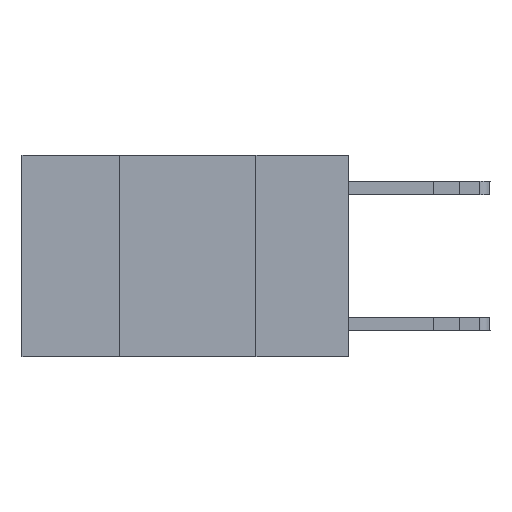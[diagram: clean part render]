
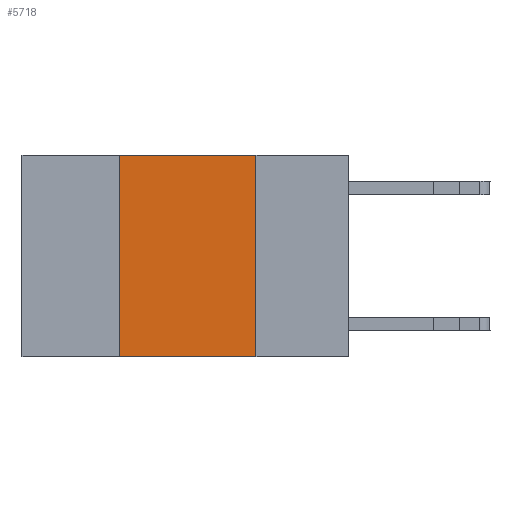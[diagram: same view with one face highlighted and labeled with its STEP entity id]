
A CAD part, left-side view. The second image highlights one B-rep face of the part: STEP entity #5718.
In plain terms, the highlighted planar face has unit normal (-1, 0, 0).
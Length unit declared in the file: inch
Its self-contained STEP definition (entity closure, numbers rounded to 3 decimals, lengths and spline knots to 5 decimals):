
#164 = CARTESIAN_POINT ( 'NONE',  ( 0., 0.17, 0. ) ) ;
#939 = DIRECTION ( 'NONE',  ( 0., 0., -1. ) ) ;
#1097 = PLANE ( 'NONE',  #5375 ) ;
#3894 = LINE ( 'NONE', #7502, #17264 ) ;
#4350 = FACE_OUTER_BOUND ( 'NONE', #18440, .T. ) ;
#4786 = VECTOR ( 'NONE', #7807, 39.37008 ) ;
#5305 = CARTESIAN_POINT ( 'NONE',  ( 0., 0.17, -0.37 ) ) ;
#5375 = AXIS2_PLACEMENT_3D ( 'NONE', #11924, #6332, #13438 ) ;
#5718 = ADVANCED_FACE ( 'NONE', ( #4350 ), #1097, .F. ) ;
#6332 = DIRECTION ( 'NONE',  ( 1., 0., 0. ) ) ;
#7394 = DIRECTION ( 'NONE',  ( 0., -1., 0. ) ) ;
#7502 = CARTESIAN_POINT ( 'NONE',  ( 0., 0.6, 0. ) ) ;
#7807 = DIRECTION ( 'NONE',  ( 0., 0., 1. ) ) ;
#8422 = EDGE_CURVE ( 'NONE', #13818, #12375, #12903, .T. ) ;
#8834 = CARTESIAN_POINT ( 'NONE',  ( 0., 0.42, 0. ) ) ;
#10802 = CARTESIAN_POINT ( 'NONE',  ( 0., 0.42, -0.37 ) ) ;
#11924 = CARTESIAN_POINT ( 'NONE',  ( 0., 0.6, 0. ) ) ;
#12375 = VERTEX_POINT ( 'NONE', #5305 ) ;
#12535 = ORIENTED_EDGE ( 'NONE', *, *, #18072, .F. ) ;
#12903 = LINE ( 'NONE', #20117, #16478 ) ;
#13438 = DIRECTION ( 'NONE',  ( 0., 0., -1. ) ) ;
#13733 = ORIENTED_EDGE ( 'NONE', *, *, #8422, .T. ) ;
#13818 = VERTEX_POINT ( 'NONE', #10802 ) ;
#14309 = VECTOR ( 'NONE', #939, 39.37008 ) ;
#14332 = EDGE_CURVE ( 'NONE', #18399, #17615, #3894, .T. ) ;
#14925 = LINE ( 'NONE', #22130, #14309 ) ;
#14977 = EDGE_CURVE ( 'NONE', #17615, #12375, #14925, .T. ) ;
#16478 = VECTOR ( 'NONE', #16505, 39.37008 ) ;
#16505 = DIRECTION ( 'NONE',  ( 0., -1., 0. ) ) ;
#16543 = LINE ( 'NONE', #16659, #4786 ) ;
#16659 = CARTESIAN_POINT ( 'NONE',  ( 0., 0.42, 0. ) ) ;
#17264 = VECTOR ( 'NONE', #7394, 39.37008 ) ;
#17615 = VERTEX_POINT ( 'NONE', #164 ) ;
#18072 = EDGE_CURVE ( 'NONE', #13818, #18399, #16543, .T. ) ;
#18399 = VERTEX_POINT ( 'NONE', #8834 ) ;
#18440 = EDGE_LOOP ( 'NONE', ( #18813, #20284, #12535, #13733 ) ) ;
#18813 = ORIENTED_EDGE ( 'NONE', *, *, #14977, .F. ) ;
#20117 = CARTESIAN_POINT ( 'NONE',  ( 0., 0.6, -0.37 ) ) ;
#20284 = ORIENTED_EDGE ( 'NONE', *, *, #14332, .F. ) ;
#22130 = CARTESIAN_POINT ( 'NONE',  ( 0., 0.17, 0. ) ) ;
